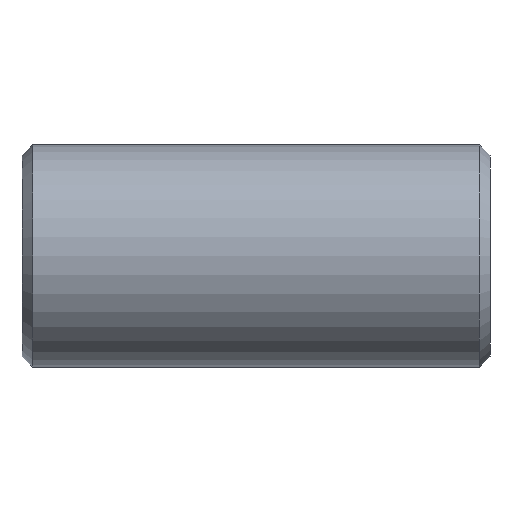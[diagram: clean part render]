
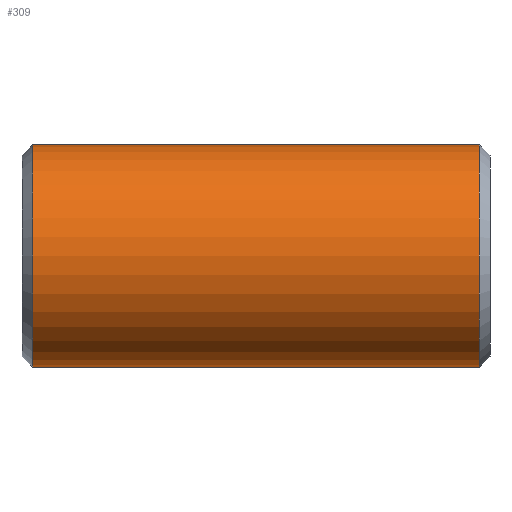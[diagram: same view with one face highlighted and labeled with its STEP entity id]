
A CAD part, front view. The second image highlights one B-rep face of the part: STEP entity #309.
In plain terms, the highlighted cylindrical face has radius 30.163 mm (diameter 60.325 mm), a partial arc.
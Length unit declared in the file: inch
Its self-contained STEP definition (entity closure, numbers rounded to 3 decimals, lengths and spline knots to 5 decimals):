
#18 = CARTESIAN_POINT ( 'NONE',  ( 2.38533, 0., 0. ) ) ;
#40 = CARTESIAN_POINT ( 'NONE',  ( 2.38533, 0., 1.1875 ) ) ;
#63 = DIRECTION ( 'NONE',  ( 1., 0., 0. ) ) ;
#72 = ORIENTED_EDGE ( 'NONE', *, *, #334, .F. ) ;
#140 = AXIS2_PLACEMENT_3D ( 'NONE', #18, #673, #660 ) ;
#182 = EDGE_LOOP ( 'NONE', ( #72, #370, #772, #329 ) ) ;
#184 = DIRECTION ( 'NONE',  ( -1., 0., 0. ) ) ;
#186 = VECTOR ( 'NONE', #184, 39.37008 ) ;
#190 = EDGE_CURVE ( 'NONE', #736, #333, #435, .T. ) ;
#196 = CYLINDRICAL_SURFACE ( 'NONE', #302, 1.1875 ) ;
#210 = CARTESIAN_POINT ( 'NONE',  ( -2.38533, 0., -1.1875 ) ) ;
#226 = VERTEX_POINT ( 'NONE', #40 ) ;
#258 = CARTESIAN_POINT ( 'NONE',  ( -2.38533, 0., 0. ) ) ;
#298 = LINE ( 'NONE', #546, #186 ) ;
#299 = DIRECTION ( 'NONE',  ( 0., 0., 1. ) ) ;
#302 = AXIS2_PLACEMENT_3D ( 'NONE', #390, #513, #759 ) ;
#309 = ADVANCED_FACE ( 'NONE', ( #571 ), #196, .T. ) ;
#329 = ORIENTED_EDGE ( 'NONE', *, *, #190, .T. ) ;
#333 = VERTEX_POINT ( 'NONE', #210 ) ;
#334 = EDGE_CURVE ( 'NONE', #406, #333, #446, .T. ) ;
#370 = ORIENTED_EDGE ( 'NONE', *, *, #482, .T. ) ;
#390 = CARTESIAN_POINT ( 'NONE',  ( 2.5, 0., 0. ) ) ;
#406 = VERTEX_POINT ( 'NONE', #708 ) ;
#431 = DIRECTION ( 'NONE',  ( -1., 0., 0. ) ) ;
#435 = CIRCLE ( 'NONE', #709, 1.1875 ) ;
#446 = LINE ( 'NONE', #694, #530 ) ;
#473 = EDGE_CURVE ( 'NONE', #226, #736, #298, .T. ) ;
#482 = EDGE_CURVE ( 'NONE', #406, #226, #693, .T. ) ;
#513 = DIRECTION ( 'NONE',  ( -1., 0., 0. ) ) ;
#520 = CARTESIAN_POINT ( 'NONE',  ( -2.38533, 0., 1.1875 ) ) ;
#530 = VECTOR ( 'NONE', #431, 39.37008 ) ;
#546 = CARTESIAN_POINT ( 'NONE',  ( 2.5, 0., 1.1875 ) ) ;
#571 = FACE_OUTER_BOUND ( 'NONE', #182, .T. ) ;
#660 = DIRECTION ( 'NONE',  ( 0., 0., -1. ) ) ;
#673 = DIRECTION ( 'NONE',  ( -1., 0., 0. ) ) ;
#693 = CIRCLE ( 'NONE', #140, 1.1875 ) ;
#694 = CARTESIAN_POINT ( 'NONE',  ( 2.5, 0., -1.1875 ) ) ;
#708 = CARTESIAN_POINT ( 'NONE',  ( 2.38533, 0., -1.1875 ) ) ;
#709 = AXIS2_PLACEMENT_3D ( 'NONE', #258, #63, #299 ) ;
#736 = VERTEX_POINT ( 'NONE', #520 ) ;
#759 = DIRECTION ( 'NONE',  ( 0., 0., 1. ) ) ;
#772 = ORIENTED_EDGE ( 'NONE', *, *, #473, .T. ) ;
